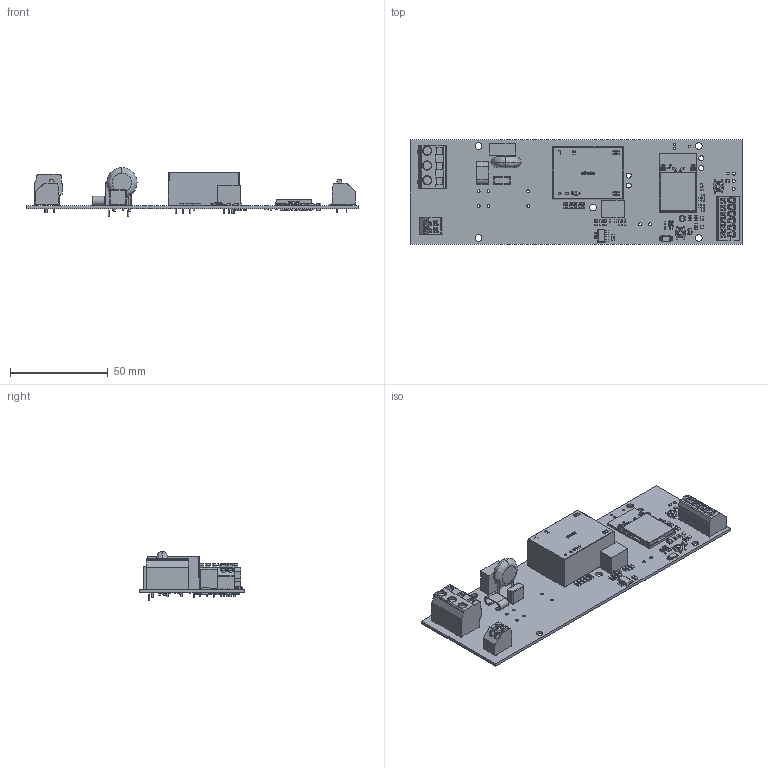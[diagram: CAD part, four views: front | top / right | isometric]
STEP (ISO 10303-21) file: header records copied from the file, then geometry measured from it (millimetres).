
FILE_DESCRIPTION (( 'STEP AP203' ), '1' );
FILE_NAME ('120-032001-000-A000-3DMODEL.STEP', '2016-07-20T21:57:13', ( 'setup' ), ( '' ), 'SwSTEP 2.0', 'SolidWorks 2016', '' );
FILE_SCHEMA (( 'CONFIG_CONTROL_DESIGN' ));
Products named in the file (1): 120-032001-000-A000-3DMODEL
Bounding box: 169.67 x 53.34 x 24.95 mm (x, y, z)
Surface area: 29708.7 mm2 (no closed solid volume)
Topology: 0 solids, 440 shells, 1787 faces, 8218 edges, 6798 vertices
Faces by surface type: plane 1164, cylinder 511, bspline 75, cone 37
Entity records: 105197 total; most frequent: CARTESIAN_POINT 44166, DIRECTION 10859, ORIENTED_EDGE 10788, EDGE_CURVE 8185, VERTEX_POINT 6798, LINE 4973, VECTOR 4973, AXIS2_PLACEMENT_3D 2943
